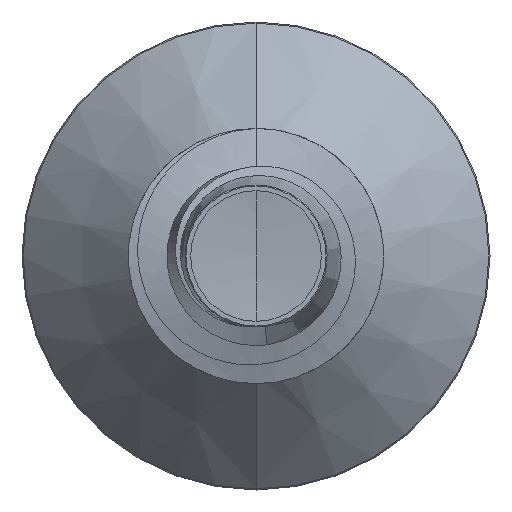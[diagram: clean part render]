
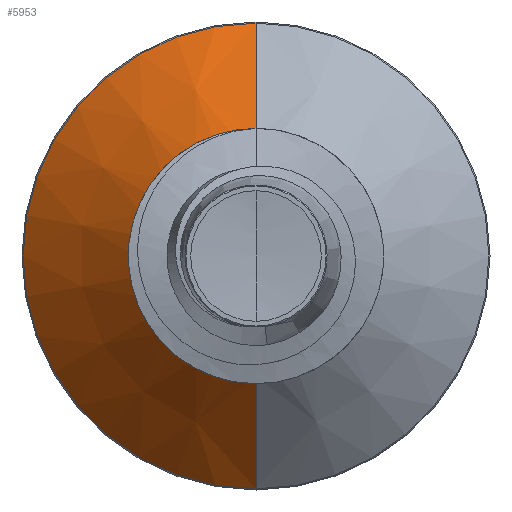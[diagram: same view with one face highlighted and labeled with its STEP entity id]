
A CAD part, front view. The second image highlights one B-rep face of the part: STEP entity #5953.
In plain terms, the highlighted conical face has half-angle 45 degrees and reference radius 1.414 mm.
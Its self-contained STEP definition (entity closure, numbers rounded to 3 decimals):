
#1010 = AXIS2_PLACEMENT_3D ( 'NONE', #8546, #11736, #11760 ) ;
#1243 = VERTEX_POINT ( 'NONE', #5374 ) ;
#1273 = DIRECTION ( 'NONE',  ( 0., 0., 1. ) ) ;
#1291 = DIRECTION ( 'NONE',  ( 0., 1., 0. ) ) ;
#1297 = CARTESIAN_POINT ( 'NONE',  ( 0., 5.437, 0. ) ) ;
#2584 = ORIENTED_EDGE ( 'NONE', *, *, #10612, .F. ) ;
#2668 = FACE_OUTER_BOUND ( 'NONE', #9233, .T. ) ;
#3129 = DIRECTION ( 'NONE',  ( 0., 0., 1. ) ) ;
#3132 = DIRECTION ( 'NONE',  ( 0., 1., 0. ) ) ;
#3138 = CARTESIAN_POINT ( 'NONE',  ( 0., 4.114, 0. ) ) ;
#3228 = LINE ( 'NONE', #4112, #5743 ) ;
#3554 = DIRECTION ( 'NONE',  ( 0., 0.707, 0.707 ) ) ;
#3695 = CARTESIAN_POINT ( 'NONE',  ( 0., 4.114, 1.414 ) ) ;
#3789 = CARTESIAN_POINT ( 'NONE',  ( 0., 5.437, 2.737 ) ) ;
#3986 = VERTEX_POINT ( 'NONE', #3789 ) ;
#4050 = DIRECTION ( 'NONE',  ( 0., 0.707, -0.707 ) ) ;
#4112 = CARTESIAN_POINT ( 'NONE',  ( 0., 4.114, -1.414 ) ) ;
#5107 = VECTOR ( 'NONE', #3554, 1000. ) ;
#5136 = VERTEX_POINT ( 'NONE', #12069 ) ;
#5374 = CARTESIAN_POINT ( 'NONE',  ( 0., 4.114, 1.414 ) ) ;
#5743 = VECTOR ( 'NONE', #4050, 1000. ) ;
#5866 = ORIENTED_EDGE ( 'NONE', *, *, #10321, .F. ) ;
#5953 = ADVANCED_FACE ( 'NONE', ( #2668 ), #11795, .T. ) ;
#6609 = CARTESIAN_POINT ( 'NONE',  ( 0., 4.114, -1.414 ) ) ;
#8546 = CARTESIAN_POINT ( 'NONE',  ( 0., 4.114, 0. ) ) ;
#8673 = CIRCLE ( 'NONE', #11031, 2.737 ) ;
#9233 = EDGE_LOOP ( 'NONE', ( #2584, #10133, #12154, #5866 ) ) ;
#9571 = CIRCLE ( 'NONE', #11860, 1.414 ) ;
#10133 = ORIENTED_EDGE ( 'NONE', *, *, #10714, .T. ) ;
#10321 = EDGE_CURVE ( 'NONE', #5136, #3986, #8673, .T. ) ;
#10612 = EDGE_CURVE ( 'NONE', #11487, #5136, #3228, .T. ) ;
#10689 = EDGE_CURVE ( 'NONE', #1243, #3986, #12077, .T. ) ;
#10714 = EDGE_CURVE ( 'NONE', #11487, #1243, #9571, .T. ) ;
#11031 = AXIS2_PLACEMENT_3D ( 'NONE', #1297, #1291, #1273 ) ;
#11487 = VERTEX_POINT ( 'NONE', #6609 ) ;
#11736 = DIRECTION ( 'NONE',  ( 0., 1., 0. ) ) ;
#11760 = DIRECTION ( 'NONE',  ( 0., 0., 1. ) ) ;
#11795 = CONICAL_SURFACE ( 'NONE', #1010, 1.414, 0.785 ) ;
#11860 = AXIS2_PLACEMENT_3D ( 'NONE', #3138, #3132, #3129 ) ;
#12069 = CARTESIAN_POINT ( 'NONE',  ( 0., 5.437, -2.737 ) ) ;
#12077 = LINE ( 'NONE', #3695, #5107 ) ;
#12154 = ORIENTED_EDGE ( 'NONE', *, *, #10689, .T. ) ;
